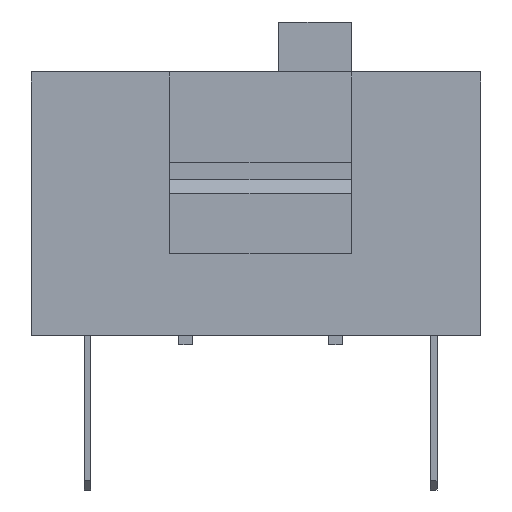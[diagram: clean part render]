
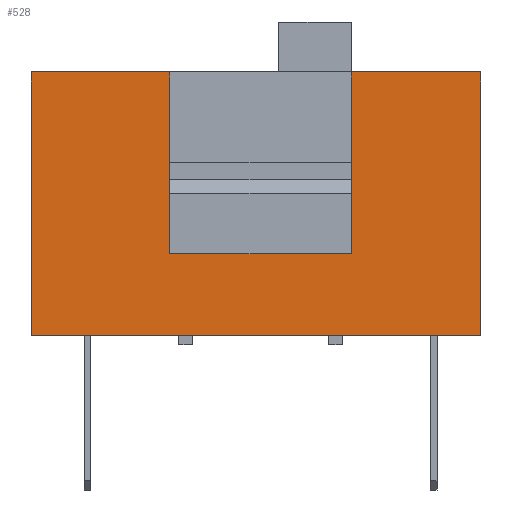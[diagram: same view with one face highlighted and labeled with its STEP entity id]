
A CAD part, left-side view. The second image highlights one B-rep face of the part: STEP entity #528.
In plain terms, the highlighted planar face has unit normal (-1, 0, 0).
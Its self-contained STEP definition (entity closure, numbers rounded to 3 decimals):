
#32 = PLANE('',#33);
#33 = AXIS2_PLACEMENT_3D('',#34,#35,#36);
#34 = CARTESIAN_POINT('',(0.4,2.85,5.8));
#35 = DIRECTION('',(0.,1.,0.));
#36 = DIRECTION('',(-1.,0.,0.));
#57 = VERTEX_POINT('',#58);
#58 = CARTESIAN_POINT('',(0.,2.85,1.8));
#72 = PLANE('',#73);
#73 = AXIS2_PLACEMENT_3D('',#74,#75,#76);
#74 = CARTESIAN_POINT('',(0.,6.85,1.8));
#75 = DIRECTION('',(0.,0.,1.));
#76 = DIRECTION('',(1.,0.,0.));
#84 = EDGE_CURVE('',#85,#57,#87,.T.);
#85 = VERTEX_POINT('',#86);
#86 = CARTESIAN_POINT('',(0.,2.85,5.8));
#87 = SURFACE_CURVE('',#88,(#92,#99),.PCURVE_S1.);
#88 = LINE('',#89,#90);
#89 = CARTESIAN_POINT('',(0.,2.85,5.8));
#90 = VECTOR('',#91,1.);
#91 = DIRECTION('',(-0.,-0.,-1.));
#92 = PCURVE('',#32,#93);
#93 = DEFINITIONAL_REPRESENTATION('',(#94),#98);
#94 = LINE('',#95,#96);
#95 = CARTESIAN_POINT('',(0.4,0.));
#96 = VECTOR('',#97,1.);
#97 = DIRECTION('',(0.,-1.));
#98 = ( GEOMETRIC_REPRESENTATION_CONTEXT(2) 
PARAMETRIC_REPRESENTATION_CONTEXT() REPRESENTATION_CONTEXT('2D SPACE',''
  ) );
#99 = PCURVE('',#100,#105);
#100 = PLANE('',#101);
#101 = AXIS2_PLACEMENT_3D('',#102,#103,#104);
#102 = CARTESIAN_POINT('',(0.,9.9,0.));
#103 = DIRECTION('',(1.,0.,0.));
#104 = DIRECTION('',(0.,-1.,0.));
#105 = DEFINITIONAL_REPRESENTATION('',(#106),#110);
#106 = LINE('',#107,#108);
#107 = CARTESIAN_POINT('',(7.05,-5.8));
#108 = VECTOR('',#109,1.);
#109 = DIRECTION('',(0.,1.));
#110 = ( GEOMETRIC_REPRESENTATION_CONTEXT(2) 
PARAMETRIC_REPRESENTATION_CONTEXT() REPRESENTATION_CONTEXT('2D SPACE',''
  ) );
#128 = PLANE('',#129);
#129 = AXIS2_PLACEMENT_3D('',#130,#131,#132);
#130 = CARTESIAN_POINT('',(0.,0.,5.8));
#131 = DIRECTION('',(0.,0.,-1.));
#132 = DIRECTION('',(-1.,0.,0.));
#271 = PLANE('',#272);
#272 = AXIS2_PLACEMENT_3D('',#273,#274,#275);
#273 = CARTESIAN_POINT('',(0.,6.85,5.8));
#274 = DIRECTION('',(0.,-1.,0.));
#275 = DIRECTION('',(1.,0.,0.));
#379 = VERTEX_POINT('',#380);
#380 = CARTESIAN_POINT('',(0.,6.85,1.8));
#401 = EDGE_CURVE('',#57,#379,#402,.T.);
#402 = SURFACE_CURVE('',#403,(#407,#414),.PCURVE_S1.);
#403 = LINE('',#404,#405);
#404 = CARTESIAN_POINT('',(0.,2.85,1.8));
#405 = VECTOR('',#406,1.);
#406 = DIRECTION('',(0.,1.,0.));
#407 = PCURVE('',#72,#408);
#408 = DEFINITIONAL_REPRESENTATION('',(#409),#413);
#409 = LINE('',#410,#411);
#410 = CARTESIAN_POINT('',(0.,-4.));
#411 = VECTOR('',#412,1.);
#412 = DIRECTION('',(0.,1.));
#413 = ( GEOMETRIC_REPRESENTATION_CONTEXT(2) 
PARAMETRIC_REPRESENTATION_CONTEXT() REPRESENTATION_CONTEXT('2D SPACE',''
  ) );
#414 = PCURVE('',#100,#415);
#415 = DEFINITIONAL_REPRESENTATION('',(#416),#420);
#416 = LINE('',#417,#418);
#417 = CARTESIAN_POINT('',(7.05,-1.8));
#418 = VECTOR('',#419,1.);
#419 = DIRECTION('',(-1.,0.));
#420 = ( GEOMETRIC_REPRESENTATION_CONTEXT(2) 
PARAMETRIC_REPRESENTATION_CONTEXT() REPRESENTATION_CONTEXT('2D SPACE',''
  ) );
#528 = ADVANCED_FACE('',(#529),#100,.F.);
#529 = FACE_BOUND('',#530,.F.);
#530 = EDGE_LOOP('',(#531,#561,#589,#612,#633,#634,#635,#658));
#531 = ORIENTED_EDGE('',*,*,#532,.F.);
#532 = EDGE_CURVE('',#533,#535,#537,.T.);
#533 = VERTEX_POINT('',#534);
#534 = CARTESIAN_POINT('',(0.,9.9,0.));
#535 = VERTEX_POINT('',#536);
#536 = CARTESIAN_POINT('',(0.,0.,0.));
#537 = SURFACE_CURVE('',#538,(#542,#549),.PCURVE_S1.);
#538 = LINE('',#539,#540);
#539 = CARTESIAN_POINT('',(0.,9.9,0.));
#540 = VECTOR('',#541,1.);
#541 = DIRECTION('',(0.,-1.,0.));
#542 = PCURVE('',#100,#543);
#543 = DEFINITIONAL_REPRESENTATION('',(#544),#548);
#544 = LINE('',#545,#546);
#545 = CARTESIAN_POINT('',(0.,0.));
#546 = VECTOR('',#547,1.);
#547 = DIRECTION('',(1.,0.));
#548 = ( GEOMETRIC_REPRESENTATION_CONTEXT(2) 
PARAMETRIC_REPRESENTATION_CONTEXT() REPRESENTATION_CONTEXT('2D SPACE',''
  ) );
#549 = PCURVE('',#550,#555);
#550 = PLANE('',#551);
#551 = AXIS2_PLACEMENT_3D('',#552,#553,#554);
#552 = CARTESIAN_POINT('',(0.,0.,0.));
#553 = DIRECTION('',(0.,0.,-1.));
#554 = DIRECTION('',(-1.,0.,0.));
#555 = DEFINITIONAL_REPRESENTATION('',(#556),#560);
#556 = LINE('',#557,#558);
#557 = CARTESIAN_POINT('',(0.,9.9));
#558 = VECTOR('',#559,1.);
#559 = DIRECTION('',(0.,-1.));
#560 = ( GEOMETRIC_REPRESENTATION_CONTEXT(2) 
PARAMETRIC_REPRESENTATION_CONTEXT() REPRESENTATION_CONTEXT('2D SPACE',''
  ) );
#561 = ORIENTED_EDGE('',*,*,#562,.T.);
#562 = EDGE_CURVE('',#533,#563,#565,.T.);
#563 = VERTEX_POINT('',#564);
#564 = CARTESIAN_POINT('',(0.,9.9,5.8));
#565 = SURFACE_CURVE('',#566,(#570,#577),.PCURVE_S1.);
#566 = LINE('',#567,#568);
#567 = CARTESIAN_POINT('',(0.,9.9,0.));
#568 = VECTOR('',#569,1.);
#569 = DIRECTION('',(0.,0.,1.));
#570 = PCURVE('',#100,#571);
#571 = DEFINITIONAL_REPRESENTATION('',(#572),#576);
#572 = LINE('',#573,#574);
#573 = CARTESIAN_POINT('',(0.,0.));
#574 = VECTOR('',#575,1.);
#575 = DIRECTION('',(0.,-1.));
#576 = ( GEOMETRIC_REPRESENTATION_CONTEXT(2) 
PARAMETRIC_REPRESENTATION_CONTEXT() REPRESENTATION_CONTEXT('2D SPACE',''
  ) );
#577 = PCURVE('',#578,#583);
#578 = PLANE('',#579);
#579 = AXIS2_PLACEMENT_3D('',#580,#581,#582);
#580 = CARTESIAN_POINT('',(6.64,9.9,0.));
#581 = DIRECTION('',(0.,-1.,0.));
#582 = DIRECTION('',(-1.,0.,0.));
#583 = DEFINITIONAL_REPRESENTATION('',(#584),#588);
#584 = LINE('',#585,#586);
#585 = CARTESIAN_POINT('',(6.64,0.));
#586 = VECTOR('',#587,1.);
#587 = DIRECTION('',(0.,-1.));
#588 = ( GEOMETRIC_REPRESENTATION_CONTEXT(2) 
PARAMETRIC_REPRESENTATION_CONTEXT() REPRESENTATION_CONTEXT('2D SPACE',''
  ) );
#589 = ORIENTED_EDGE('',*,*,#590,.T.);
#590 = EDGE_CURVE('',#563,#591,#593,.T.);
#591 = VERTEX_POINT('',#592);
#592 = CARTESIAN_POINT('',(0.,6.85,5.8));
#593 = SURFACE_CURVE('',#594,(#598,#605),.PCURVE_S1.);
#594 = LINE('',#595,#596);
#595 = CARTESIAN_POINT('',(0.,9.9,5.8));
#596 = VECTOR('',#597,1.);
#597 = DIRECTION('',(0.,-1.,0.));
#598 = PCURVE('',#100,#599);
#599 = DEFINITIONAL_REPRESENTATION('',(#600),#604);
#600 = LINE('',#601,#602);
#601 = CARTESIAN_POINT('',(0.,-5.8));
#602 = VECTOR('',#603,1.);
#603 = DIRECTION('',(1.,0.));
#604 = ( GEOMETRIC_REPRESENTATION_CONTEXT(2) 
PARAMETRIC_REPRESENTATION_CONTEXT() REPRESENTATION_CONTEXT('2D SPACE',''
  ) );
#605 = PCURVE('',#128,#606);
#606 = DEFINITIONAL_REPRESENTATION('',(#607),#611);
#607 = LINE('',#608,#609);
#608 = CARTESIAN_POINT('',(0.,9.9));
#609 = VECTOR('',#610,1.);
#610 = DIRECTION('',(0.,-1.));
#611 = ( GEOMETRIC_REPRESENTATION_CONTEXT(2) 
PARAMETRIC_REPRESENTATION_CONTEXT() REPRESENTATION_CONTEXT('2D SPACE',''
  ) );
#612 = ORIENTED_EDGE('',*,*,#613,.T.);
#613 = EDGE_CURVE('',#591,#379,#614,.T.);
#614 = SURFACE_CURVE('',#615,(#619,#626),.PCURVE_S1.);
#615 = LINE('',#616,#617);
#616 = CARTESIAN_POINT('',(0.,6.85,5.8));
#617 = VECTOR('',#618,1.);
#618 = DIRECTION('',(-0.,-0.,-1.));
#619 = PCURVE('',#100,#620);
#620 = DEFINITIONAL_REPRESENTATION('',(#621),#625);
#621 = LINE('',#622,#623);
#622 = CARTESIAN_POINT('',(3.05,-5.8));
#623 = VECTOR('',#624,1.);
#624 = DIRECTION('',(0.,1.));
#625 = ( GEOMETRIC_REPRESENTATION_CONTEXT(2) 
PARAMETRIC_REPRESENTATION_CONTEXT() REPRESENTATION_CONTEXT('2D SPACE',''
  ) );
#626 = PCURVE('',#271,#627);
#627 = DEFINITIONAL_REPRESENTATION('',(#628),#632);
#628 = LINE('',#629,#630);
#629 = CARTESIAN_POINT('',(0.,0.));
#630 = VECTOR('',#631,1.);
#631 = DIRECTION('',(0.,-1.));
#632 = ( GEOMETRIC_REPRESENTATION_CONTEXT(2) 
PARAMETRIC_REPRESENTATION_CONTEXT() REPRESENTATION_CONTEXT('2D SPACE',''
  ) );
#633 = ORIENTED_EDGE('',*,*,#401,.F.);
#634 = ORIENTED_EDGE('',*,*,#84,.F.);
#635 = ORIENTED_EDGE('',*,*,#636,.T.);
#636 = EDGE_CURVE('',#85,#637,#639,.T.);
#637 = VERTEX_POINT('',#638);
#638 = CARTESIAN_POINT('',(0.,0.,5.8));
#639 = SURFACE_CURVE('',#640,(#644,#651),.PCURVE_S1.);
#640 = LINE('',#641,#642);
#641 = CARTESIAN_POINT('',(0.,9.9,5.8));
#642 = VECTOR('',#643,1.);
#643 = DIRECTION('',(0.,-1.,0.));
#644 = PCURVE('',#100,#645);
#645 = DEFINITIONAL_REPRESENTATION('',(#646),#650);
#646 = LINE('',#647,#648);
#647 = CARTESIAN_POINT('',(0.,-5.8));
#648 = VECTOR('',#649,1.);
#649 = DIRECTION('',(1.,0.));
#650 = ( GEOMETRIC_REPRESENTATION_CONTEXT(2) 
PARAMETRIC_REPRESENTATION_CONTEXT() REPRESENTATION_CONTEXT('2D SPACE',''
  ) );
#651 = PCURVE('',#128,#652);
#652 = DEFINITIONAL_REPRESENTATION('',(#653),#657);
#653 = LINE('',#654,#655);
#654 = CARTESIAN_POINT('',(0.,9.9));
#655 = VECTOR('',#656,1.);
#656 = DIRECTION('',(0.,-1.));
#657 = ( GEOMETRIC_REPRESENTATION_CONTEXT(2) 
PARAMETRIC_REPRESENTATION_CONTEXT() REPRESENTATION_CONTEXT('2D SPACE',''
  ) );
#658 = ORIENTED_EDGE('',*,*,#659,.F.);
#659 = EDGE_CURVE('',#535,#637,#660,.T.);
#660 = SURFACE_CURVE('',#661,(#665,#672),.PCURVE_S1.);
#661 = LINE('',#662,#663);
#662 = CARTESIAN_POINT('',(0.,0.,0.));
#663 = VECTOR('',#664,1.);
#664 = DIRECTION('',(0.,0.,1.));
#665 = PCURVE('',#100,#666);
#666 = DEFINITIONAL_REPRESENTATION('',(#667),#671);
#667 = LINE('',#668,#669);
#668 = CARTESIAN_POINT('',(9.9,0.));
#669 = VECTOR('',#670,1.);
#670 = DIRECTION('',(0.,-1.));
#671 = ( GEOMETRIC_REPRESENTATION_CONTEXT(2) 
PARAMETRIC_REPRESENTATION_CONTEXT() REPRESENTATION_CONTEXT('2D SPACE',''
  ) );
#672 = PCURVE('',#673,#678);
#673 = PLANE('',#674);
#674 = AXIS2_PLACEMENT_3D('',#675,#676,#677);
#675 = CARTESIAN_POINT('',(0.,0.,0.));
#676 = DIRECTION('',(0.,1.,0.));
#677 = DIRECTION('',(1.,0.,0.));
#678 = DEFINITIONAL_REPRESENTATION('',(#679),#683);
#679 = LINE('',#680,#681);
#680 = CARTESIAN_POINT('',(0.,0.));
#681 = VECTOR('',#682,1.);
#682 = DIRECTION('',(0.,-1.));
#683 = ( GEOMETRIC_REPRESENTATION_CONTEXT(2) 
PARAMETRIC_REPRESENTATION_CONTEXT() REPRESENTATION_CONTEXT('2D SPACE',''
  ) );
